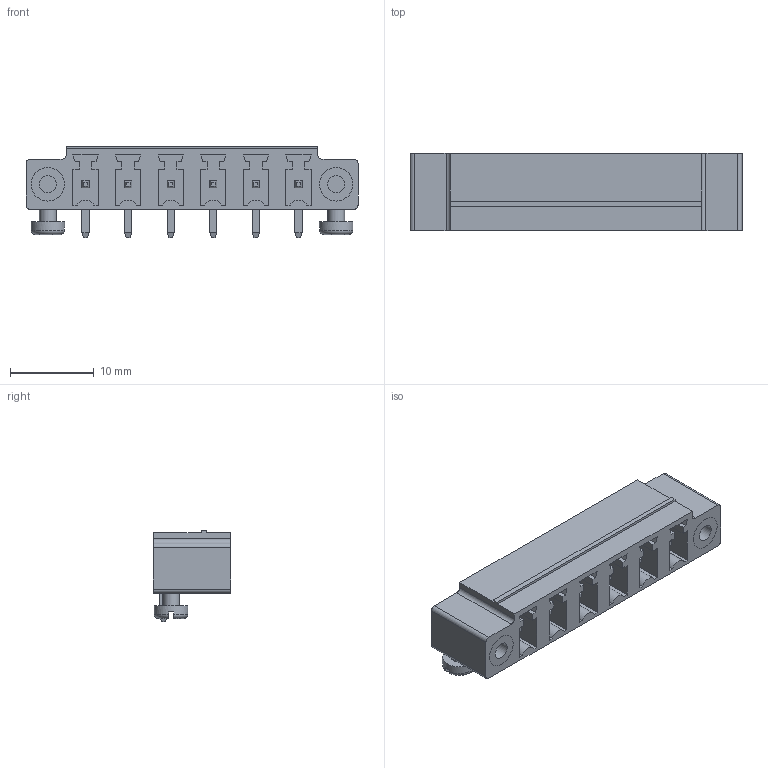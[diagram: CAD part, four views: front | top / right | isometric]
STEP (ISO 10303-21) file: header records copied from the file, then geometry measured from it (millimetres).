
FILE_DESCRIPTION(/* description */ ('model of PhoenixContact_MC-GF_06x5.08mm_Angled_ThreadedFlange_MountHole.'),/* implementation_level */ FILE_NAME(/* name */ 'PhoenixContact_MC-GF_06x5.08mm_Angled_ThreadedFlange_MountHole..stp',/* time_stamp */ '2017-02-23T23:25:48',/* author */ ('Rene Poeschl',''),/* organization */ (''),/* preprocessor_version */ '',/* originating_system */ '',/* authorisation */ '');
FILE_NAME(/* name */ 'PhoenixContact_MC-GF_06x5.08mm_Angled_ThreadedFlange_MountHole..stp',/* time_stamp */ '2017-02-23T23:25:48',/* author */ ('Rene Poeschl',''),/* organization */ (''),/* preprocessor_version */ '',/* originating_system */ '',/* authorisation */ '');
FILE_SCHEMA(('AUTOMOTIVE_DESIGN_CC2 { 1 2 10303 214 -1 1 5 4 }'));
Length unit declared in the file: millimetre
Products named in the file (1): MC_01x06_GF_5_08mm_MH
Bounding box: 39.6 x 9.2 x 10.95 mm (x, y, z)
Volume: 1963.7 mm3; surface area: 2577.9 mm2
Topology: 1 solids, 1 shells, 244 faces, 604 edges, 388 vertices
Faces by surface type: plane 222, cylinder 18, torus 4
Full cylindrical faces by diameter (mm): 2 x4, 4 x2
Entity records: 18972 total; most frequent: CARTESIAN_POINT 5137, DIRECTION 2188, LINE 1574, VECTOR 1574, ORIENTED_EDGE 1208, PCURVE 1208, DEFINITIONAL_REPRESENTATION 1208, EDGE_CURVE 604
